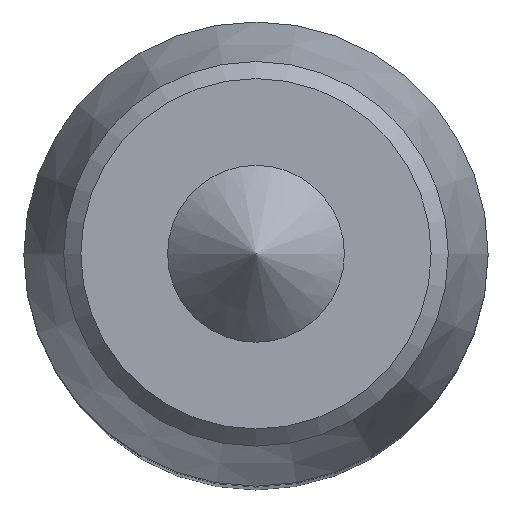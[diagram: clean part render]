
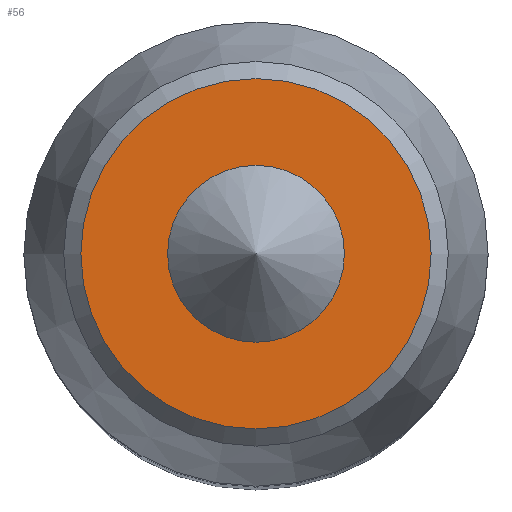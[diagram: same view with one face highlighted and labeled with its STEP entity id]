
A CAD part, top view. The second image highlights one B-rep face of the part: STEP entity #56.
In plain terms, the highlighted planar face has unit normal (0, 0, 1).
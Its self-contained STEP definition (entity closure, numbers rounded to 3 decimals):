
#36=PLANE('',#529);
#56=ADVANCED_FACE('',(#88,#89),#36,.F.);
#88=FACE_BOUND('',#116,.T.);
#89=FACE_BOUND('',#117,.T.);
#116=EDGE_LOOP('',(#144));
#117=EDGE_LOOP('',(#145));
#144=ORIENTED_EDGE('',*,*,#176,.T.);
#145=ORIENTED_EDGE('',*,*,#177,.F.);
#162=VERTEX_POINT('',#714);
#163=VERTEX_POINT('',#717);
#176=EDGE_CURVE('',#162,#162,#190,.T.);
#177=EDGE_CURVE('',#163,#163,#191,.T.);
#190=CIRCLE('',#526,1.55);
#191=CIRCLE('',#528,3.07);
#526=AXIS2_PLACEMENT_3D('',#713,#619,#620);
#528=AXIS2_PLACEMENT_3D('',#716,#623,#624);
#529=AXIS2_PLACEMENT_3D('',#718,#625,#626);
#619=DIRECTION('',(0.,0.,-1.));
#620=DIRECTION('',(-1.,0.,0.));
#623=DIRECTION('',(0.,0.,-1.));
#624=DIRECTION('',(-1.,0.,0.));
#625=DIRECTION('',(0.,0.,-1.));
#626=DIRECTION('',(-1.,0.,0.));
#713=CARTESIAN_POINT('',(0.,0.,90.));
#714=CARTESIAN_POINT('',(-1.55,0.,90.));
#716=CARTESIAN_POINT('',(0.,0.,90.));
#717=CARTESIAN_POINT('',(-3.07,0.,90.));
#718=CARTESIAN_POINT('',(0.,0.,90.));
